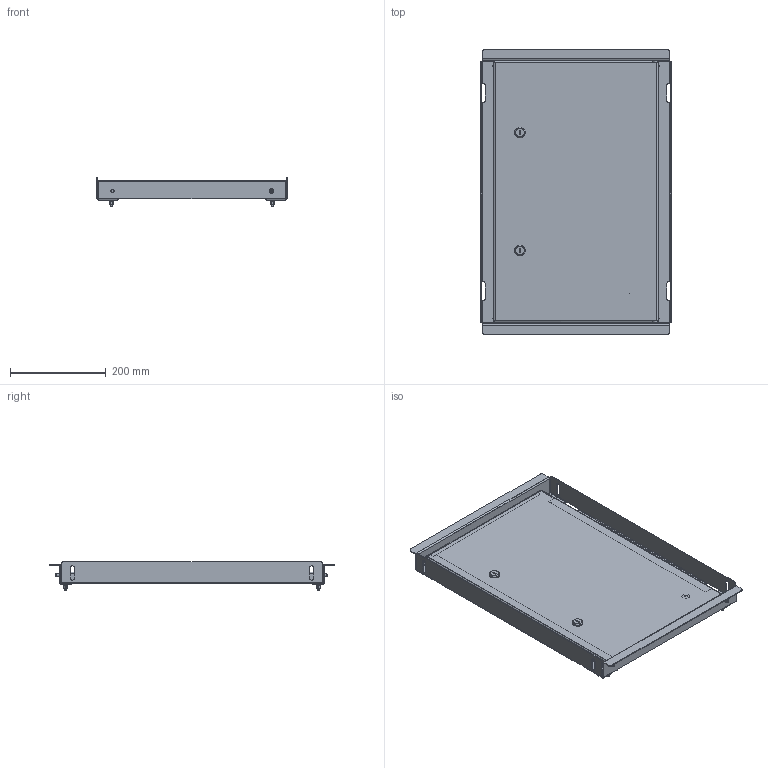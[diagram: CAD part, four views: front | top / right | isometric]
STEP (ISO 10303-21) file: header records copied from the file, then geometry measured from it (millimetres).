
FILE_DESCRIPTION (( 'STEP AP203' ), '1' );
FILE_NAME ('TI-00D-DV-060-040 TITAN Äâåðü âíóòðåííÿÿ ÙÌÏ 600õ400 (ñ êîìïë. óñòàíîâêè) IEK.STEP', '2024-02-01T07:04:39', ( '' ), ( '' ), 'SwSTEP 2.0', 'SolidWorks 2022', '' );
FILE_SCHEMA (( 'CONFIG_CONTROL_DESIGN' ));
Length unit declared in the file: millimetre
Products named in the file (14): Винт потайной DIN965_M5x16; Петля MESAN 189; Опора MESAN; TI-00D-DV-060-040 TITAN Дверь внутренняя ЩМП 600х400 (с компл. установки) IEK; Рама вн.двери_60.40; Замок 19-16_40 (YZK10-19-16-40); КИВА 240.42.01_-01 (400); Втулка резьбовая BRALO потайной бортик с насечкой ст_Потайной бортик с насечкой М5x13,00x7,00 (1,5); КИВА 240.41.00СБ_600х400; Петля MESAN 189_Без оси; КИВА 240.41.01_-09 (600х400); Шпилька AFК_M8x16; КИВА 240.42.00СБ_-01 (400); КИВА 240.43.01_-03 (600)
Assembly tree (20 placements, depth 4):
  TI-00D-DV-060-040 TITAN Дверь внутренняя ЩМП 600х400 (с компл. установки) IEK
    Рама вн.двери_60.40
      КИВА 240.42.00СБ_-01 (400)  x2
        КИВА 240.42.01_-01 (400)
        Втулка резьбовая BRALO потайной бортик с насечкой ст_Потайной бортик с насечкой М5x13,00x7,00 (1,5)
      КИВА 240.43.01_-03 (600)  x2
      Винт потайной DIN965_M5x16  x4
    КИВА 240.41.00СБ_600х400
      КИВА 240.41.01_-09 (600х400)
      Петля MESAN 189
      Петля MESAN 189_Без оси
      Замок 19-16_40 (YZK10-19-16-40)  x2
      Шпилька AFК_M8x16
    Опора MESAN
Bounding box: 397 x 594 x 59.6 mm (x, y, z)
Volume: 548352.7 mm3; surface area: 905817.6 mm2
Topology: 21 solids, 23 shells, 843 faces, 2008 edges, 1218 vertices
Faces by surface type: plane 451, cylinder 282, cone 82, bspline 14, torus 12, sphere 2
Entity records: 17129 total; most frequent: CARTESIAN_POINT 3497, DIRECTION 2579, ORIENTED_EDGE 2406, EDGE_CURVE 1203, AXIS2_PLACEMENT_3D 908, LINE 763, VECTOR 763, VERTEX_POINT 724
